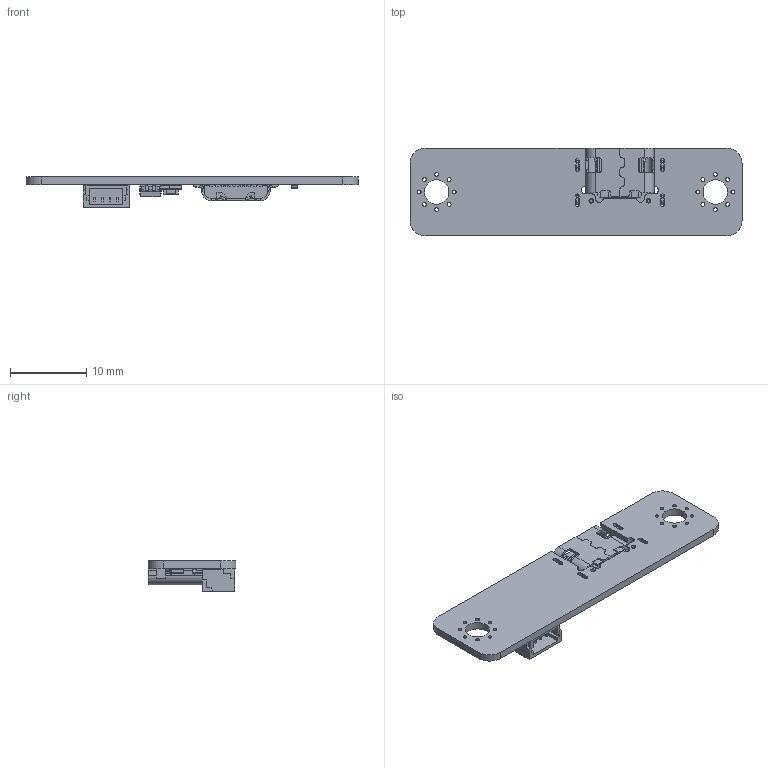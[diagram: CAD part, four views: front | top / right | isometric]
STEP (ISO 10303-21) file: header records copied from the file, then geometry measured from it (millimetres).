
FILE_DESCRIPTION(('KiCad electronic assembly'),'2;1');
FILE_NAME('dboard.step','2021-03-05T03:53:31',('An Author'),('A Company' ),'Open CASCADE STEP processor 6.9','KiCad to STEP converter', 'Unknown');
FILE_SCHEMA(('AUTOMOTIVE_DESIGN { 1 0 10303 214 1 1 1 1 }'));
Length unit declared in the file: millimetre
Products named in the file (16): Open CASCADE STEP translator 6.9 1; HRO_TYPE-C-31-M-14; COMPOUND; SM04B-SRSS-TB; SOLID; SOT-23-6; R_1206_3216Metric; R_0603_1608Metric; Fuse_1206_3216Metric; C_0805_2012Metric
Assembly tree (16 placements, depth 3):
  Open CASCADE STEP translator 6.9 1
    HRO_TYPE-C-31-M-14
      COMPOUND
    SM04B-SRSS-TB
      SOLID
    SOT-23-6
      SOLID
    R_1206_3216Metric
      SOLID
    R_0603_1608Metric  x2
      SOLID
    Fuse_1206_3216Metric
      SOLID
    C_0805_2012Metric
      SOLID
    COMPOUND
Bounding box: 43.5 x 11.5 x 4.04 mm (x, y, z)
Volume: 592.4 mm3; surface area: 1759.4 mm2
Topology: 10 solids, 10 shells, 921 faces, 2485 edges, 1590 vertices
Faces by surface type: plane 635, cylinder 238, bspline 42, cone 6
Full cylindrical faces by diameter (mm): 0.5 x16, 0.6 x4, 3.2 x2
Entity records: 67012 total; most frequent: CARTESIAN_POINT 14881, DIRECTION 8969, LINE 6087, VECTOR 6087, ORIENTED_EDGE 4834, PCURVE 4834, DEFINITIONAL_REPRESENTATION 4834, EDGE_CURVE 2417
